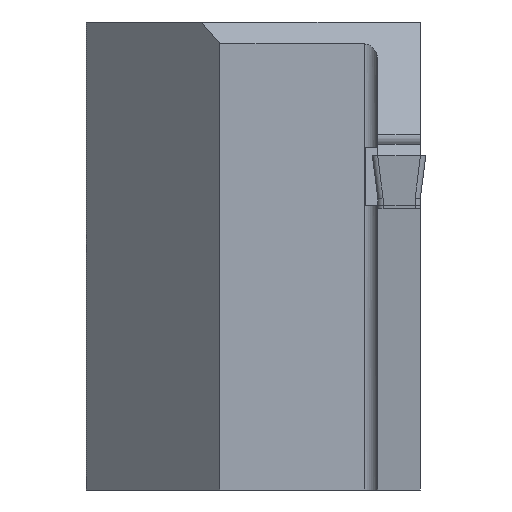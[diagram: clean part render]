
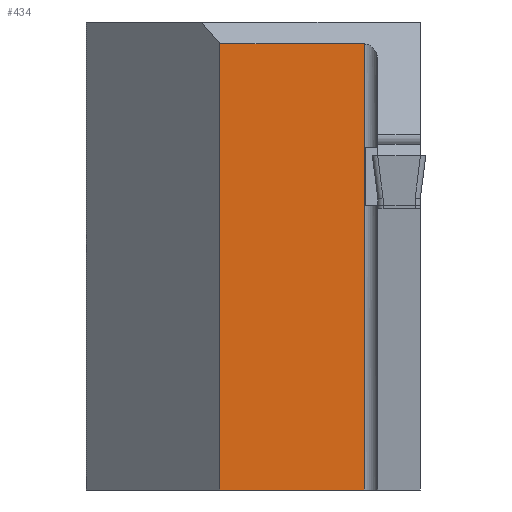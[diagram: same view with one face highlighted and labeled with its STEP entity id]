
A CAD part, left-side view. The second image highlights one B-rep face of the part: STEP entity #434.
In plain terms, the highlighted planar face has unit normal (-1, 0, 0).
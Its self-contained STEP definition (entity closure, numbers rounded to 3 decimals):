
#434=ADVANCED_FACE('',(#519),#482,.T.);
#482=PLANE('',#1335);
#519=FACE_OUTER_BOUND('',#569,.T.);
#569=EDGE_LOOP('',(#710,#711,#712,#713));
#710=ORIENTED_EDGE('',*,*,#1038,.T.);
#711=ORIENTED_EDGE('',*,*,#1023,.T.);
#712=ORIENTED_EDGE('',*,*,#1015,.F.);
#713=ORIENTED_EDGE('',*,*,#996,.F.);
#908=VERTEX_POINT('',#1691);
#909=VERTEX_POINT('',#1693);
#925=VERTEX_POINT('',#1731);
#929=VERTEX_POINT('',#1746);
#996=EDGE_CURVE('',#908,#909,#1130,.T.);
#1015=EDGE_CURVE('',#909,#925,#1145,.T.);
#1023=EDGE_CURVE('',#929,#925,#1150,.T.);
#1038=EDGE_CURVE('',#908,#929,#1164,.T.);
#1130=LINE('',#1692,#1224);
#1145=LINE('',#1730,#1239);
#1150=LINE('',#1745,#1244);
#1164=LINE('',#1775,#1258);
#1224=VECTOR('',#1411,1.);
#1239=VECTOR('',#1440,1.);
#1244=VECTOR('',#1457,1.);
#1258=VECTOR('',#1487,1.);
#1335=AXIS2_PLACEMENT_3D('',#1776,#1488,#1489);
#1411=DIRECTION('',(0.,-1.,0.));
#1440=DIRECTION('',(0.,0.,-1.));
#1457=DIRECTION('',(0.,-1.,0.));
#1487=DIRECTION('',(0.,0.,-1.));
#1488=DIRECTION('',(-1.,0.,0.));
#1489=DIRECTION('',(0.,0.,1.));
#1691=CARTESIAN_POINT('',(11.,15.,8.358));
#1692=CARTESIAN_POINT('',(11.,198.963,8.358));
#1693=CARTESIAN_POINT('',(11.,4.2,8.358));
#1730=CARTESIAN_POINT('',(11.,4.2,210.712));
#1731=CARTESIAN_POINT('',(11.,4.2,-25.));
#1745=CARTESIAN_POINT('',(11.,25.,-25.));
#1746=CARTESIAN_POINT('',(11.,15.,-25.));
#1775=CARTESIAN_POINT('',(11.,15.,210.712));
#1776=CARTESIAN_POINT('',(11.,4.2,210.712));
